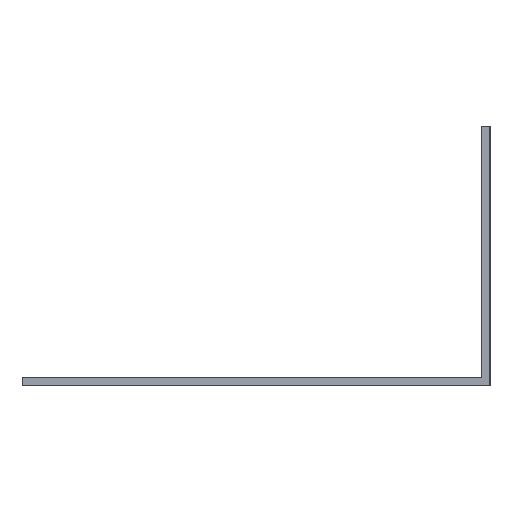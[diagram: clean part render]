
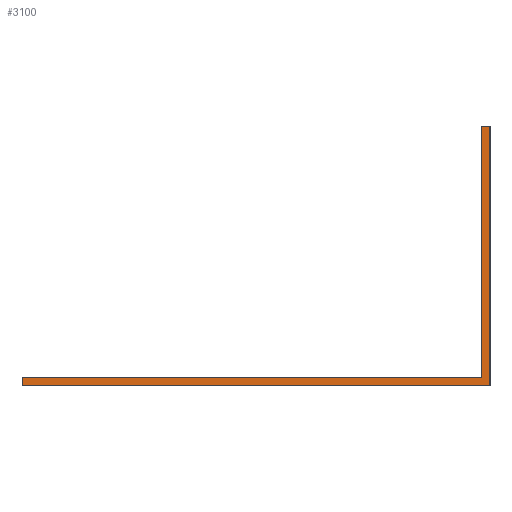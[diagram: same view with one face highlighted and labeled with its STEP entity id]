
A CAD part, left-side view. The second image highlights one B-rep face of the part: STEP entity #3100.
In plain terms, the highlighted planar face has unit normal (-1, 0, 0).
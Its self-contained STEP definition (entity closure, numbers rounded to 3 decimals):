
#57 = VERTEX_POINT ( 'NONE', #2354 ) ;
#69 = DIRECTION ( 'NONE',  ( 0., 1., 0. ) ) ;
#119 = CARTESIAN_POINT ( 'NONE',  ( 0., 0., -24.2 ) ) ;
#134 = CARTESIAN_POINT ( 'NONE',  ( 0., 0., -25. ) ) ;
#149 = ORIENTED_EDGE ( 'NONE', *, *, #3632, .T. ) ;
#177 = DIRECTION ( 'NONE',  ( 0., 0., -1. ) ) ;
#181 = CARTESIAN_POINT ( 'NONE',  ( 0., 0.81, -24.19 ) ) ;
#216 = CARTESIAN_POINT ( 'NONE',  ( 0., 0., 0. ) ) ;
#471 = VERTEX_POINT ( 'NONE', #134 ) ;
#499 = ORIENTED_EDGE ( 'NONE', *, *, #716, .T. ) ;
#636 = DIRECTION ( 'NONE',  ( 0., 1., 0. ) ) ;
#641 = CARTESIAN_POINT ( 'NONE',  ( 0., 0., -25. ) ) ;
#708 = VERTEX_POINT ( 'NONE', #3539 ) ;
#716 = EDGE_CURVE ( 'NONE', #3991, #708, #3785, .T. ) ;
#1015 = CARTESIAN_POINT ( 'NONE',  ( 0., 0.8, -24.19 ) ) ;
#1070 = VERTEX_POINT ( 'NONE', #2732 ) ;
#1131 = ORIENTED_EDGE ( 'NONE', *, *, #3484, .F. ) ;
#1411 = CARTESIAN_POINT ( 'NONE',  ( 0., 45., -24.2 ) ) ;
#1693 = VECTOR ( 'NONE', #3377, 1000. ) ;
#1706 = CARTESIAN_POINT ( 'NONE',  ( 0., 0., 0. ) ) ;
#1712 = DIRECTION ( 'NONE',  ( 0., 1., 0. ) ) ;
#1715 = LINE ( 'NONE', #3735, #1742 ) ;
#1724 = LINE ( 'NONE', #1810, #1693 ) ;
#1736 = VECTOR ( 'NONE', #69, 1000. ) ;
#1737 = LINE ( 'NONE', #119, #1736 ) ;
#1742 = VECTOR ( 'NONE', #3684, 1000. ) ;
#1761 = VECTOR ( 'NONE', #177, 1000. ) ;
#1775 = LINE ( 'NONE', #216, #1761 ) ;
#1783 = CARTESIAN_POINT ( 'NONE',  ( 0., 0.8, 0. ) ) ;
#1795 = EDGE_CURVE ( 'NONE', #2533, #2074, #3403, .T. ) ;
#1810 = CARTESIAN_POINT ( 'NONE',  ( 0., 0.81, -25. ) ) ;
#1837 = VECTOR ( 'NONE', #636, 1000. ) ;
#1843 = EDGE_CURVE ( 'NONE', #57, #2533, #3363, .T. ) ;
#1850 = LINE ( 'NONE', #641, #1837 ) ;
#1853 = DIRECTION ( 'NONE',  ( 0., 0., -1. ) ) ;
#2074 = VERTEX_POINT ( 'NONE', #1015 ) ;
#2273 = FACE_OUTER_BOUND ( 'NONE', #2336, .T. ) ;
#2336 = EDGE_LOOP ( 'NONE', ( #2459, #2730, #3581, #149, #499, #1131, #2530, #2756 ) ) ;
#2354 = CARTESIAN_POINT ( 'NONE',  ( 0., 0., 0. ) ) ;
#2408 = VERTEX_POINT ( 'NONE', #181 ) ;
#2459 = ORIENTED_EDGE ( 'NONE', *, *, #1795, .T. ) ;
#2530 = ORIENTED_EDGE ( 'NONE', *, *, #3598, .F. ) ;
#2533 = VERTEX_POINT ( 'NONE', #3324 ) ;
#2540 = DIRECTION ( 'NONE',  ( 0., 0., -1. ) ) ;
#2556 = DIRECTION ( 'NONE',  ( 1., 0., 0. ) ) ;
#2652 = PLANE ( 'NONE',  #3776 ) ;
#2667 = CARTESIAN_POINT ( 'NONE',  ( 0., 0.81, -24.19 ) ) ;
#2730 = ORIENTED_EDGE ( 'NONE', *, *, #3661, .T. ) ;
#2732 = CARTESIAN_POINT ( 'NONE',  ( 0., 0.81, -24.2 ) ) ;
#2756 = ORIENTED_EDGE ( 'NONE', *, *, #1843, .T. ) ;
#3100 = ADVANCED_FACE ( 'NONE', ( #2273 ), #2652, .F. ) ;
#3324 = CARTESIAN_POINT ( 'NONE',  ( 0., 0.8, 0. ) ) ;
#3349 = VECTOR ( 'NONE', #1712, 1000. ) ;
#3363 = LINE ( 'NONE', #1706, #3349 ) ;
#3377 = DIRECTION ( 'NONE',  ( 0., 0., -1. ) ) ;
#3392 = VECTOR ( 'NONE', #1853, 1000. ) ;
#3403 = LINE ( 'NONE', #1783, #3392 ) ;
#3484 = EDGE_CURVE ( 'NONE', #471, #708, #1850, .T. ) ;
#3508 = CARTESIAN_POINT ( 'NONE',  ( 0., 45., -24.2 ) ) ;
#3533 = DIRECTION ( 'NONE',  ( 0., 0., -1. ) ) ;
#3539 = CARTESIAN_POINT ( 'NONE',  ( 0., 45., -25. ) ) ;
#3581 = ORIENTED_EDGE ( 'NONE', *, *, #3675, .T. ) ;
#3598 = EDGE_CURVE ( 'NONE', #57, #471, #1775, .T. ) ;
#3632 = EDGE_CURVE ( 'NONE', #1070, #3991, #1737, .T. ) ;
#3661 = EDGE_CURVE ( 'NONE', #2074, #2408, #1715, .T. ) ;
#3675 = EDGE_CURVE ( 'NONE', #2408, #1070, #1724, .T. ) ;
#3684 = DIRECTION ( 'NONE',  ( 0., 1., 0. ) ) ;
#3735 = CARTESIAN_POINT ( 'NONE',  ( 0., 0.81, -24.19 ) ) ;
#3765 = VECTOR ( 'NONE', #3533, 1000. ) ;
#3776 = AXIS2_PLACEMENT_3D ( 'NONE', #2667, #2556, #2540 ) ;
#3785 = LINE ( 'NONE', #3508, #3765 ) ;
#3991 = VERTEX_POINT ( 'NONE', #1411 ) ;
